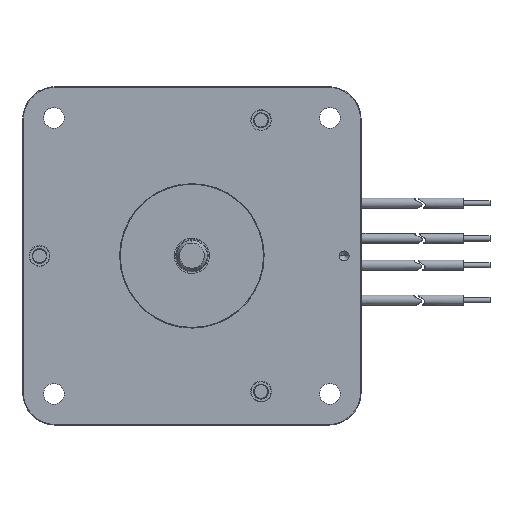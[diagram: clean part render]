
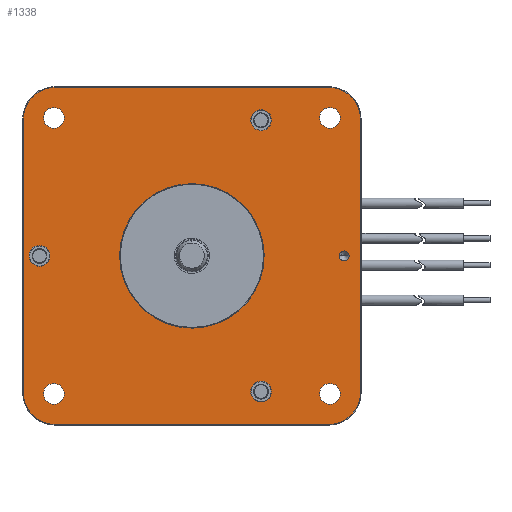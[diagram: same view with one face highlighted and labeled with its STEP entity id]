
A CAD part, top view. The second image highlights one B-rep face of the part: STEP entity #1338.
In plain terms, the highlighted face is planar.
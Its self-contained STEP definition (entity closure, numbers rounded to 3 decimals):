
#523=CARTESIAN_POINT('',(-21.,1.5,21.));
#524=DIRECTION('',(0.,-1.,0.));
#525=DIRECTION('',(0.,0.,1.));
#526=AXIS2_PLACEMENT_3D('',#523,#524,#525);
#528=CARTESIAN_POINT('',(-21.,1.5,-21.));
#529=DIRECTION('',(0.,-1.,0.));
#530=DIRECTION('',(-1.,0.,0.));
#531=AXIS2_PLACEMENT_3D('',#528,#529,#530);
#533=CARTESIAN_POINT('',(21.,1.5,-21.));
#534=DIRECTION('',(0.,-1.,0.));
#535=DIRECTION('',(0.,0.,-1.));
#536=AXIS2_PLACEMENT_3D('',#533,#534,#535);
#538=CARTESIAN_POINT('',(21.,1.5,21.));
#539=DIRECTION('',(0.,-1.,0.));
#540=DIRECTION('',(1.,0.,0.));
#541=AXIS2_PLACEMENT_3D('',#538,#539,#540);
#543=CARTESIAN_POINT('',(0.,1.5,0.));
#544=DIRECTION('',(0.,1.,0.));
#545=DIRECTION('',(-1.,0.,0.014));
#546=AXIS2_PLACEMENT_3D('',#543,#544,#545);
#548=CARTESIAN_POINT('',(0.,1.5,0.));
#549=DIRECTION('',(0.,1.,0.));
#550=DIRECTION('',(1.,0.,-0.014));
#551=AXIS2_PLACEMENT_3D('',#548,#549,#550);
#553=CARTESIAN_POINT('',(-21.2,1.5,-21.2));
#554=DIRECTION('',(0.,1.,0.));
#555=DIRECTION('',(1.,0.,0.));
#556=AXIS2_PLACEMENT_3D('',#553,#554,#555);
#558=CARTESIAN_POINT('',(-21.2,1.5,-21.2));
#559=DIRECTION('',(0.,1.,0.));
#560=DIRECTION('',(-1.,0.,0.));
#561=AXIS2_PLACEMENT_3D('',#558,#559,#560);
#563=CARTESIAN_POINT('',(21.2,1.5,-21.2));
#564=DIRECTION('',(0.,1.,0.));
#565=DIRECTION('',(1.,0.,0.));
#566=AXIS2_PLACEMENT_3D('',#563,#564,#565);
#568=CARTESIAN_POINT('',(21.2,1.5,-21.2));
#569=DIRECTION('',(0.,1.,0.));
#570=DIRECTION('',(-1.,0.,0.));
#571=AXIS2_PLACEMENT_3D('',#568,#569,#570);
#573=CARTESIAN_POINT('',(-21.2,1.5,21.2));
#574=DIRECTION('',(0.,1.,0.));
#575=DIRECTION('',(-1.,0.,0.));
#576=AXIS2_PLACEMENT_3D('',#573,#574,#575);
#578=CARTESIAN_POINT('',(-21.2,1.5,21.2));
#579=DIRECTION('',(0.,1.,0.));
#580=DIRECTION('',(1.,0.,0.));
#581=AXIS2_PLACEMENT_3D('',#578,#579,#580);
#583=CARTESIAN_POINT('',(21.2,1.5,21.2));
#584=DIRECTION('',(0.,1.,0.));
#585=DIRECTION('',(-1.,0.,0.));
#586=AXIS2_PLACEMENT_3D('',#583,#584,#585);
#588=CARTESIAN_POINT('',(21.2,1.5,21.2));
#589=DIRECTION('',(0.,1.,0.));
#590=DIRECTION('',(1.,0.,0.));
#591=AXIS2_PLACEMENT_3D('',#588,#589,#590);
#593=CARTESIAN_POINT('',(23.4,1.5,0.));
#594=DIRECTION('',(0.,1.,0.));
#595=DIRECTION('',(1.,0.,0.));
#596=AXIS2_PLACEMENT_3D('',#593,#594,#595);
#598=CARTESIAN_POINT('',(23.4,1.5,0.));
#599=DIRECTION('',(0.,1.,0.));
#600=DIRECTION('',(-1.,0.,0.));
#601=AXIS2_PLACEMENT_3D('',#598,#599,#600);
#603=CARTESIAN_POINT('',(10.623,1.5,-20.85));
#604=DIRECTION('',(0.,1.,0.));
#605=DIRECTION('',(1.,0.,0.));
#606=AXIS2_PLACEMENT_3D('',#603,#604,#605);
#608=CARTESIAN_POINT('',(10.623,1.5,-20.85));
#609=DIRECTION('',(0.,1.,0.));
#610=DIRECTION('',(-1.,0.,0.));
#611=AXIS2_PLACEMENT_3D('',#608,#609,#610);
#613=CARTESIAN_POINT('',(10.623,1.5,20.85));
#614=DIRECTION('',(0.,1.,0.));
#615=DIRECTION('',(1.,0.,0.));
#616=AXIS2_PLACEMENT_3D('',#613,#614,#615);
#618=CARTESIAN_POINT('',(10.623,1.5,20.85));
#619=DIRECTION('',(0.,1.,0.));
#620=DIRECTION('',(-1.,0.,0.));
#621=AXIS2_PLACEMENT_3D('',#618,#619,#620);
#623=CARTESIAN_POINT('',(-23.4,1.5,0.));
#624=DIRECTION('',(0.,1.,0.));
#625=DIRECTION('',(1.,0.,0.));
#626=AXIS2_PLACEMENT_3D('',#623,#624,#625);
#628=CARTESIAN_POINT('',(-23.4,1.5,0.));
#629=DIRECTION('',(0.,1.,0.));
#630=DIRECTION('',(-1.,0.,0.));
#631=AXIS2_PLACEMENT_3D('',#628,#629,#630);
#648=DIRECTION('',(1.,0.,0.));
#649=VECTOR('',#648,42.);
#650=CARTESIAN_POINT('',(-21.,1.5,25.9));
#651=LINE('',#650,#649);
#671=DIRECTION('',(0.,0.,-1.));
#672=VECTOR('',#671,42.);
#673=CARTESIAN_POINT('',(25.9,1.5,21.));
#674=LINE('',#673,#672);
#694=DIRECTION('',(-1.,0.,0.));
#695=VECTOR('',#694,42.);
#696=CARTESIAN_POINT('',(21.,1.5,-25.9));
#697=LINE('',#696,#695);
#717=DIRECTION('',(0.,0.,1.));
#718=VECTOR('',#717,42.);
#719=CARTESIAN_POINT('',(-25.9,1.5,-21.));
#720=LINE('',#719,#718);
#991=CARTESIAN_POINT('',(0.,1.5,0.));
#992=DIRECTION('',(0.,-1.,0.));
#993=DIRECTION('',(1.,0.,-0.014));
#994=AXIS2_PLACEMENT_3D('',#991,#992,#993);
#1011=CARTESIAN_POINT('',(0.,1.5,0.));
#1012=DIRECTION('',(0.,-1.,0.));
#1013=DIRECTION('',(-1.,0.,0.014));
#1014=AXIS2_PLACEMENT_3D('',#1011,#1012,#1013);
#1099=CARTESIAN_POINT('',(-21.,1.5,25.9));
#1100=CARTESIAN_POINT('',(-25.9,1.5,21.));
#1101=VERTEX_POINT('',#1099);
#1102=VERTEX_POINT('',#1100);
#1103=CARTESIAN_POINT('',(-25.9,1.5,-21.));
#1104=VERTEX_POINT('',#1103);
#1105=CARTESIAN_POINT('',(-21.,1.5,-25.9));
#1106=VERTEX_POINT('',#1105);
#1107=CARTESIAN_POINT('',(21.,1.5,-25.9));
#1108=VERTEX_POINT('',#1107);
#1109=CARTESIAN_POINT('',(25.9,1.5,-21.));
#1110=VERTEX_POINT('',#1109);
#1111=CARTESIAN_POINT('',(25.9,1.5,21.));
#1112=VERTEX_POINT('',#1111);
#1113=CARTESIAN_POINT('',(21.,1.5,25.9));
#1114=VERTEX_POINT('',#1113);
#1115=CARTESIAN_POINT('',(-11.099,1.5,0.155));
#1116=CARTESIAN_POINT('',(11.1,1.5,0.004));
#1117=VERTEX_POINT('',#1115);
#1118=VERTEX_POINT('',#1116);
#1119=CARTESIAN_POINT('',(-11.1,1.5,-0.004));
#1120=VERTEX_POINT('',#1119);
#1121=CARTESIAN_POINT('',(11.099,1.5,-0.155));
#1122=VERTEX_POINT('',#1121);
#1123=CARTESIAN_POINT('',(-19.6,1.5,-21.2));
#1124=CARTESIAN_POINT('',(-22.8,1.5,-21.2));
#1125=VERTEX_POINT('',#1123);
#1126=VERTEX_POINT('',#1124);
#1127=CARTESIAN_POINT('',(22.8,1.5,-21.2));
#1128=CARTESIAN_POINT('',(19.6,1.5,-21.2));
#1129=VERTEX_POINT('',#1127);
#1130=VERTEX_POINT('',#1128);
#1131=CARTESIAN_POINT('',(-22.8,1.5,21.2));
#1132=CARTESIAN_POINT('',(-19.6,1.5,21.2));
#1133=VERTEX_POINT('',#1131);
#1134=VERTEX_POINT('',#1132);
#1135=CARTESIAN_POINT('',(19.6,1.5,21.2));
#1136=CARTESIAN_POINT('',(22.8,1.5,21.2));
#1137=VERTEX_POINT('',#1135);
#1138=VERTEX_POINT('',#1136);
#1139=CARTESIAN_POINT('',(24.15,1.5,0.));
#1140=CARTESIAN_POINT('',(22.65,1.5,0.));
#1141=VERTEX_POINT('',#1139);
#1142=VERTEX_POINT('',#1140);
#1143=CARTESIAN_POINT('',(12.223,1.5,-20.85));
#1144=CARTESIAN_POINT('',(9.023,1.5,-20.85));
#1145=VERTEX_POINT('',#1143);
#1146=VERTEX_POINT('',#1144);
#1147=CARTESIAN_POINT('',(12.223,1.5,20.85));
#1148=CARTESIAN_POINT('',(9.023,1.5,20.85));
#1149=VERTEX_POINT('',#1147);
#1150=VERTEX_POINT('',#1148);
#1151=CARTESIAN_POINT('',(-21.8,1.5,0.));
#1152=CARTESIAN_POINT('',(-25.,1.5,0.));
#1153=VERTEX_POINT('',#1151);
#1154=VERTEX_POINT('',#1152);
#1257=CARTESIAN_POINT('',(0.,1.5,0.));
#1258=DIRECTION('',(0.,1.,0.));
#1259=DIRECTION('',(1.,0.,0.));
#1260=AXIS2_PLACEMENT_3D('',#1257,#1258,#1259);
#1261=PLANE('',#1260);
#1263=ORIENTED_EDGE('',*,*,#1262,.T.);
#1265=ORIENTED_EDGE('',*,*,#1264,.F.);
#1267=ORIENTED_EDGE('',*,*,#1266,.T.);
#1269=ORIENTED_EDGE('',*,*,#1268,.F.);
#1271=ORIENTED_EDGE('',*,*,#1270,.T.);
#1273=ORIENTED_EDGE('',*,*,#1272,.F.);
#1275=ORIENTED_EDGE('',*,*,#1274,.T.);
#1277=ORIENTED_EDGE('',*,*,#1276,.F.);
#1278=EDGE_LOOP('',(#1263,#1265,#1267,#1269,#1271,#1273,#1275,#1277));
#1279=FACE_OUTER_BOUND('',#1278,.F.);
#1281=ORIENTED_EDGE('',*,*,#1280,.F.);
#1283=ORIENTED_EDGE('',*,*,#1282,.T.);
#1285=ORIENTED_EDGE('',*,*,#1284,.F.);
#1287=ORIENTED_EDGE('',*,*,#1286,.T.);
#1288=EDGE_LOOP('',(#1281,#1283,#1285,#1287));
#1289=FACE_BOUND('',#1288,.F.);
#1291=ORIENTED_EDGE('',*,*,#1290,.T.);
#1293=ORIENTED_EDGE('',*,*,#1292,.T.);
#1294=EDGE_LOOP('',(#1291,#1293));
#1295=FACE_BOUND('',#1294,.F.);
#1297=ORIENTED_EDGE('',*,*,#1296,.T.);
#1299=ORIENTED_EDGE('',*,*,#1298,.T.);
#1300=EDGE_LOOP('',(#1297,#1299));
#1301=FACE_BOUND('',#1300,.F.);
#1303=ORIENTED_EDGE('',*,*,#1302,.T.);
#1305=ORIENTED_EDGE('',*,*,#1304,.T.);
#1306=EDGE_LOOP('',(#1303,#1305));
#1307=FACE_BOUND('',#1306,.F.);
#1309=ORIENTED_EDGE('',*,*,#1308,.T.);
#1311=ORIENTED_EDGE('',*,*,#1310,.T.);
#1312=EDGE_LOOP('',(#1309,#1311));
#1313=FACE_BOUND('',#1312,.F.);
#1315=ORIENTED_EDGE('',*,*,#1314,.T.);
#1317=ORIENTED_EDGE('',*,*,#1316,.T.);
#1318=EDGE_LOOP('',(#1315,#1317));
#1319=FACE_BOUND('',#1318,.F.);
#1321=ORIENTED_EDGE('',*,*,#1320,.T.);
#1323=ORIENTED_EDGE('',*,*,#1322,.T.);
#1324=EDGE_LOOP('',(#1321,#1323));
#1325=FACE_BOUND('',#1324,.F.);
#1327=ORIENTED_EDGE('',*,*,#1326,.T.);
#1329=ORIENTED_EDGE('',*,*,#1328,.T.);
#1330=EDGE_LOOP('',(#1327,#1329));
#1331=FACE_BOUND('',#1330,.F.);
#1333=ORIENTED_EDGE('',*,*,#1332,.T.);
#1335=ORIENTED_EDGE('',*,*,#1334,.T.);
#1336=EDGE_LOOP('',(#1333,#1335));
#1337=FACE_BOUND('',#1336,.F.);
#1338=ADVANCED_FACE('',(#1279,#1289,#1295,#1301,#1307,#1313,#1319,#1325,#1331,
#1337),#1261,.T.);
#527=CIRCLE('',#526,4.9);
#532=CIRCLE('',#531,4.9);
#537=CIRCLE('',#536,4.9);
#542=CIRCLE('',#541,4.9);
#547=CIRCLE('',#546,11.1);
#552=CIRCLE('',#551,11.1);
#557=CIRCLE('',#556,1.6);
#562=CIRCLE('',#561,1.6);
#567=CIRCLE('',#566,1.6);
#572=CIRCLE('',#571,1.6);
#577=CIRCLE('',#576,1.6);
#582=CIRCLE('',#581,1.6);
#587=CIRCLE('',#586,1.6);
#592=CIRCLE('',#591,1.6);
#597=CIRCLE('',#596,0.75);
#602=CIRCLE('',#601,0.75);
#607=CIRCLE('',#606,1.6);
#612=CIRCLE('',#611,1.6);
#617=CIRCLE('',#616,1.6);
#622=CIRCLE('',#621,1.6);
#627=CIRCLE('',#626,1.6);
#632=CIRCLE('',#631,1.6);
#995=CIRCLE('',#994,11.1);
#1015=CIRCLE('',#1014,11.1);
#1262=EDGE_CURVE('',#1101,#1102,#527,.T.);
#1264=EDGE_CURVE('',#1104,#1102,#720,.T.);
#1266=EDGE_CURVE('',#1104,#1106,#532,.T.);
#1268=EDGE_CURVE('',#1108,#1106,#697,.T.);
#1270=EDGE_CURVE('',#1108,#1110,#537,.T.);
#1272=EDGE_CURVE('',#1112,#1110,#674,.T.);
#1274=EDGE_CURVE('',#1112,#1114,#542,.T.);
#1276=EDGE_CURVE('',#1101,#1114,#651,.T.);
#1280=EDGE_CURVE('',#1117,#1120,#1015,.T.);
#1282=EDGE_CURVE('',#1117,#1118,#547,.T.);
#1284=EDGE_CURVE('',#1122,#1118,#995,.T.);
#1286=EDGE_CURVE('',#1122,#1120,#552,.T.);
#1290=EDGE_CURVE('',#1125,#1126,#557,.T.);
#1292=EDGE_CURVE('',#1126,#1125,#562,.T.);
#1296=EDGE_CURVE('',#1129,#1130,#567,.T.);
#1298=EDGE_CURVE('',#1130,#1129,#572,.T.);
#1302=EDGE_CURVE('',#1133,#1134,#577,.T.);
#1304=EDGE_CURVE('',#1134,#1133,#582,.T.);
#1308=EDGE_CURVE('',#1137,#1138,#587,.T.);
#1310=EDGE_CURVE('',#1138,#1137,#592,.T.);
#1314=EDGE_CURVE('',#1141,#1142,#597,.T.);
#1316=EDGE_CURVE('',#1142,#1141,#602,.T.);
#1320=EDGE_CURVE('',#1145,#1146,#607,.T.);
#1322=EDGE_CURVE('',#1146,#1145,#612,.T.);
#1326=EDGE_CURVE('',#1149,#1150,#617,.T.);
#1328=EDGE_CURVE('',#1150,#1149,#622,.T.);
#1332=EDGE_CURVE('',#1153,#1154,#627,.T.);
#1334=EDGE_CURVE('',#1154,#1153,#632,.T.);
